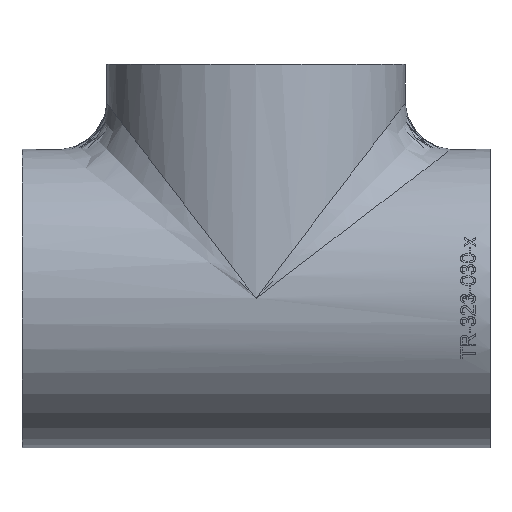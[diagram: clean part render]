
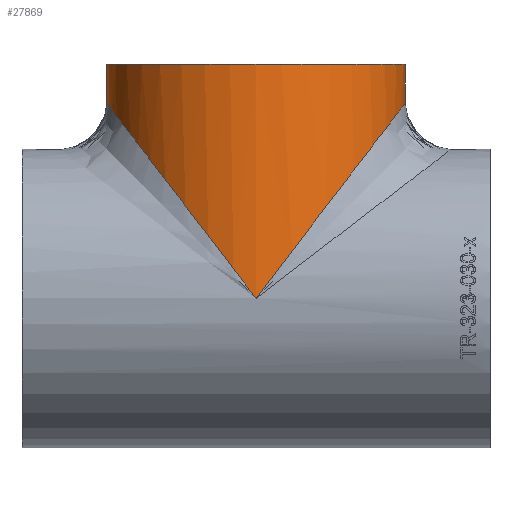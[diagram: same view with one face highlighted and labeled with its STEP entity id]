
A CAD part, top view. The second image highlights one B-rep face of the part: STEP entity #27869.
In plain terms, the highlighted cylindrical face has radius 161.95 mm (diameter 323.9 mm), a full revolution.
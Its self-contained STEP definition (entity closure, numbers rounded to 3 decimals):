
#240 = AXIS2_PLACEMENT_3D ( 'NONE', #25246, #3115, #23401 ) ;
#926 = CARTESIAN_POINT ( 'NONE',  ( 0., 0., 161.95 ) ) ;
#1150 = CARTESIAN_POINT ( 'NONE',  ( 0., 0., -161.95 ) ) ;
#3115 = DIRECTION ( 'NONE',  ( 0., -1., 0. ) ) ;
#3123 = DIRECTION ( 'NONE',  ( 0., 0., -1. ) ) ;
#3821 = ORIENTED_EDGE ( 'NONE', *, *, #10312, .T. ) ;
#4666 = EDGE_LOOP ( 'NONE', ( #3821 ) ) ;
#5941 = CARTESIAN_POINT ( 'NONE',  ( 323.9, 423.9, 161.95 ) ) ;
#6470 = VERTEX_POINT ( 'NONE', #21296 ) ;
#6472 = VERTEX_POINT ( 'NONE', #20962 ) ;
#9694 = CARTESIAN_POINT ( 'NONE',  ( -323.9, 423.9, -161.95 ) ) ;
#10312 = EDGE_CURVE ( 'NONE', #21332, #21332, #17720, .T. ) ;
#10527 = CYLINDRICAL_SURFACE ( 'NONE', #240, 161.95 ) ;
#13617 = FACE_OUTER_BOUND ( 'NONE', #4666, .T. ) ;
#14397 = ORIENTED_EDGE ( 'NONE', *, *, #28825, .T. ) ;
#14947 = CARTESIAN_POINT ( 'NONE',  ( 0., 254., -161.95 ) ) ;
#15073 =( BOUNDED_CURVE ( )  B_SPLINE_CURVE ( 3, ( #926, #5941, #25878, #1150 ),
 .UNSPECIFIED., .F., .F. ) 
 B_SPLINE_CURVE_WITH_KNOTS ( ( 4, 4 ),
 ( 1.571, 4.712 ),
 .UNSPECIFIED. ) 
 CURVE ( )  GEOMETRIC_REPRESENTATION_ITEM ( )  RATIONAL_B_SPLINE_CURVE ( ( 1., 0.333, 0.333, 1. ) ) 
 REPRESENTATION_ITEM ( '' )  );
#17720 = CIRCLE ( 'NONE', #29028, 161.95 ) ;
#20168 = EDGE_LOOP ( 'NONE', ( #30325, #14397 ) ) ;
#20962 = CARTESIAN_POINT ( 'NONE',  ( 0., 0., -161.95 ) ) ;
#21296 = CARTESIAN_POINT ( 'NONE',  ( 0., 0., 161.95 ) ) ;
#21332 = VERTEX_POINT ( 'NONE', #14947 ) ;
#21398 = FACE_OUTER_BOUND ( 'NONE', #20168, .T. ) ;
#22225 = CARTESIAN_POINT ( 'NONE',  ( -323.9, 423.9, 161.95 ) ) ;
#23205 = CARTESIAN_POINT ( 'NONE',  ( 0., 0., -161.95 ) ) ;
#23401 = DIRECTION ( 'NONE',  ( 0., 0., -1. ) ) ;
#25246 = CARTESIAN_POINT ( 'NONE',  ( 0., 0., 0. ) ) ;
#25878 = CARTESIAN_POINT ( 'NONE',  ( 323.9, 423.9, -161.95 ) ) ;
#27869 = ADVANCED_FACE ( 'NONE', ( #13617, #21398 ), #10527, .T. ) ;
#28002 =( BOUNDED_CURVE ( )  B_SPLINE_CURVE ( 3, ( #23205, #9694, #22225, #31785 ),
 .UNSPECIFIED., .F., .F. ) 
 B_SPLINE_CURVE_WITH_KNOTS ( ( 4, 4 ),
 ( 1.571, 4.712 ),
 .UNSPECIFIED. ) 
 CURVE ( )  GEOMETRIC_REPRESENTATION_ITEM ( )  RATIONAL_B_SPLINE_CURVE ( ( 1., 0.333, 0.333, 1. ) ) 
 REPRESENTATION_ITEM ( '' )  );
#28825 = EDGE_CURVE ( 'NONE', #6470, #6472, #15073, .T. ) ;
#29028 = AXIS2_PLACEMENT_3D ( 'NONE', #30352, #30462, #3123 ) ;
#30325 = ORIENTED_EDGE ( 'NONE', *, *, #32029, .T. ) ;
#30352 = CARTESIAN_POINT ( 'NONE',  ( 0., 254., 0. ) ) ;
#30462 = DIRECTION ( 'NONE',  ( 0., -1., 0. ) ) ;
#31785 = CARTESIAN_POINT ( 'NONE',  ( 0., 0., 161.95 ) ) ;
#32029 = EDGE_CURVE ( 'NONE', #6472, #6470, #28002, .T. ) ;
